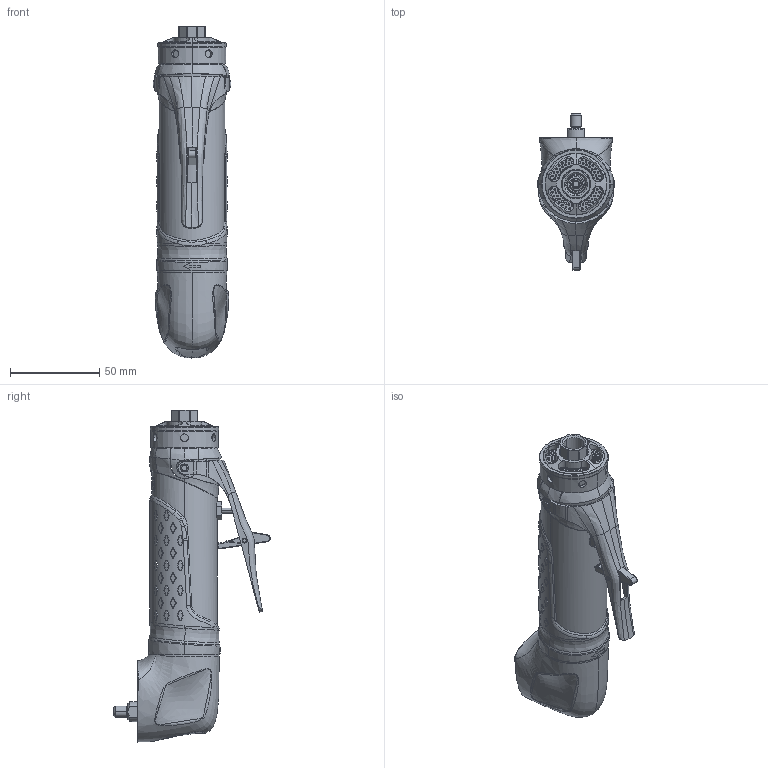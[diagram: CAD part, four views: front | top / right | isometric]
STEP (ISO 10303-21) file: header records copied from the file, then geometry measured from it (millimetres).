
FILE_DESCRIPTION((''),'2;1');
FILE_NAME('TMP1700_SW','2012-04-26T',('tooextcsr'),(''),'PRO/ENGINEER BY PARAMETRIC TECHNOLOGY CORPORATION, 2011410','PRO/ENGINEER BY PARAMETRIC TECHNOLOGY CORPORATION, 2011410','');
FILE_SCHEMA(('CONFIG_CONTROL_DESIGN', 'GEOMETRIC_VALIDATION_PROPERTIES_MIM'));
Products named in the file (1): TMP1700_SW
Bounding box: 43.6 x 87.79 x 186.18 mm (x, y, z)
Surface area: 38389.7 mm2 (no closed solid volume)
Topology: 0 solids, 52 shells, 639 faces, 3001 edges, 2278 vertices
Faces by surface type: bspline 367, cylinder 146, plane 67, torus 25, cone 22, extrusion 12
Entity records: 68257 total; most frequent: CARTESIAN_POINT 44591, ORIENTED_EDGE 4186, EDGE_CURVE 3000, DIRECTION 2502, VERTEX_POINT 2278, B_SPLINE_CURVE_WITH_KNOTS 1689, AXIS2_PLACEMENT_3D 907, EDGE_LOOP 846
